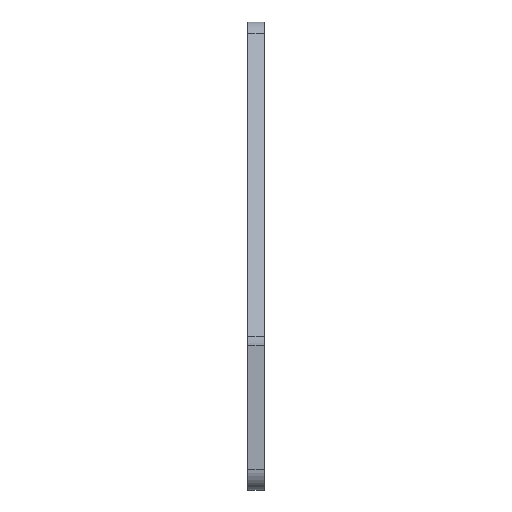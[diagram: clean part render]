
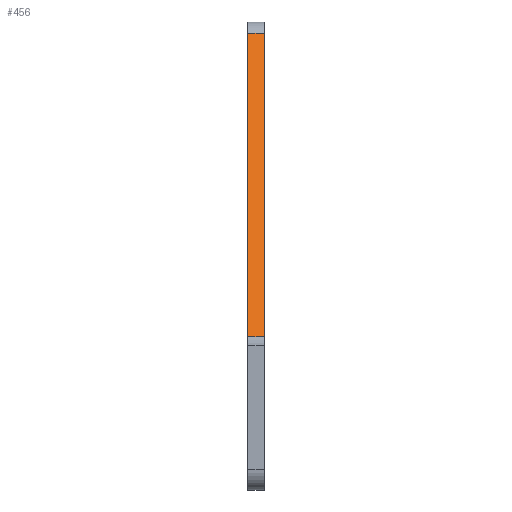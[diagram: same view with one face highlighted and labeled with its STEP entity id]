
A CAD part, left-side view. The second image highlights one B-rep face of the part: STEP entity #456.
In plain terms, the highlighted planar face has unit normal (-0.894, 0, 0.447).
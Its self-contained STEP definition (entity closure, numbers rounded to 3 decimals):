
#34 = DIRECTION ( 'NONE',  ( -0.447, 0., -0.894 ) ) ;
#60 = CARTESIAN_POINT ( 'NONE',  ( -19.764, 0., 47.118 ) ) ;
#94 = EDGE_CURVE ( 'NONE', #779, #899, #590, .T. ) ;
#97 = DIRECTION ( 'NONE',  ( -0.447, 0., -0.894 ) ) ;
#102 = LINE ( 'NONE', #517, #1015 ) ;
#108 = EDGE_CURVE ( 'NONE', #276, #779, #102, .T. ) ;
#131 = EDGE_CURVE ( 'NONE', #480, #276, #849, .T. ) ;
#158 = CARTESIAN_POINT ( 'NONE',  ( -19.764, 2., 47.118 ) ) ;
#169 = PLANE ( 'NONE',  #307 ) ;
#203 = CARTESIAN_POINT ( 'NONE',  ( -38.236, 0., 10.174 ) ) ;
#252 = VECTOR ( 'NONE', #603, 1000. ) ;
#276 = VERTEX_POINT ( 'NONE', #60 ) ;
#307 = AXIS2_PLACEMENT_3D ( 'NONE', #496, #824, #97 ) ;
#326 = VECTOR ( 'NONE', #675, 1000. ) ;
#386 = LINE ( 'NONE', #735, #571 ) ;
#456 = ADVANCED_FACE ( 'NONE', ( #902 ), #169, .T. ) ;
#477 = EDGE_LOOP ( 'NONE', ( #662, #933, #673, #797 ) ) ;
#480 = VERTEX_POINT ( 'NONE', #158 ) ;
#496 = CARTESIAN_POINT ( 'NONE',  ( -19.073, 0., 48.5 ) ) ;
#517 = CARTESIAN_POINT ( 'NONE',  ( -19.073, 0., 48.5 ) ) ;
#566 = DIRECTION ( 'NONE',  ( -0.447, 0., -0.894 ) ) ;
#571 = VECTOR ( 'NONE', #566, 1000. ) ;
#590 = LINE ( 'NONE', #203, #326 ) ;
#603 = DIRECTION ( 'NONE',  ( 0., -1., 0. ) ) ;
#608 = CARTESIAN_POINT ( 'NONE',  ( -19.764, 0., 47.118 ) ) ;
#662 = ORIENTED_EDGE ( 'NONE', *, *, #1043, .T. ) ;
#673 = ORIENTED_EDGE ( 'NONE', *, *, #108, .F. ) ;
#675 = DIRECTION ( 'NONE',  ( 0., 1., 0. ) ) ;
#735 = CARTESIAN_POINT ( 'NONE',  ( -19.073, 2., 48.5 ) ) ;
#779 = VERTEX_POINT ( 'NONE', #969 ) ;
#797 = ORIENTED_EDGE ( 'NONE', *, *, #131, .F. ) ;
#824 = DIRECTION ( 'NONE',  ( -0.894, 0., 0.447 ) ) ;
#849 = LINE ( 'NONE', #608, #252 ) ;
#899 = VERTEX_POINT ( 'NONE', #923 ) ;
#902 = FACE_OUTER_BOUND ( 'NONE', #477, .T. ) ;
#923 = CARTESIAN_POINT ( 'NONE',  ( -38.236, 2., 10.174 ) ) ;
#933 = ORIENTED_EDGE ( 'NONE', *, *, #94, .F. ) ;
#969 = CARTESIAN_POINT ( 'NONE',  ( -38.236, 0., 10.174 ) ) ;
#1015 = VECTOR ( 'NONE', #34, 1000. ) ;
#1043 = EDGE_CURVE ( 'NONE', #480, #899, #386, .T. ) ;
